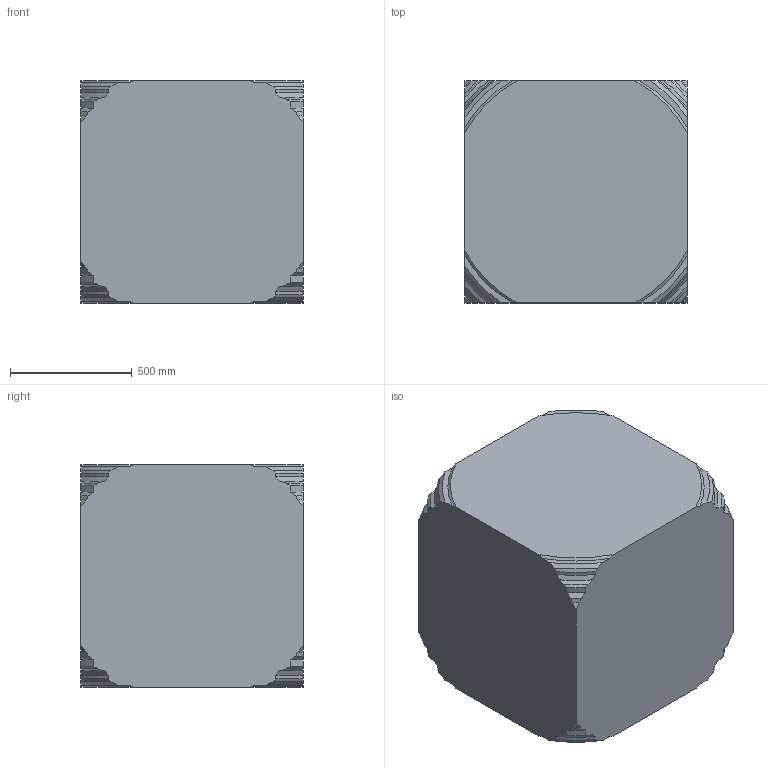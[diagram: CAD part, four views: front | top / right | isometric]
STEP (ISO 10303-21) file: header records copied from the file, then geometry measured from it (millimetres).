
FILE_DESCRIPTION(/* description */ (''),/* implementation_level */ '2;1');
FILE_NAME(/* name */ 'LB.step',/* time_stamp */ '2022-05-23T15:47:43-05:00',/* author */ (''),/* organization */ (''),/* preprocessor_version */ 'ST-DEVELOPER v18.1',/* originating_system */ 'Autodesk Translation Framework v10.14.0.1471',/* authorisation */ '');
FILE_SCHEMA (('AUTOMOTIVE_DESIGN { 1 0 10303 214 3 1 1 }'));
Length unit declared in the file: inch
Products named in the file (1): LB
Bounding box: 914.4 x 914.4 x 914.4 mm (x, y, z)
Volume: 759619980.5 mm3; surface area: 4898640.5 mm2
Topology: 1 solids, 1 shells, 102 faces, 300 edges, 200 vertices
Faces by surface type: cone 72, cylinder 16, plane 14
Entity records: 3311 total; most frequent: CARTESIAN_POINT 891, ORIENTED_EDGE 600, DIRECTION 458, EDGE_CURVE 300, VERTEX_POINT 200, AXIS2_PLACEMENT_3D 199, FACE_OUTER_BOUND 102, EDGE_LOOP 102
